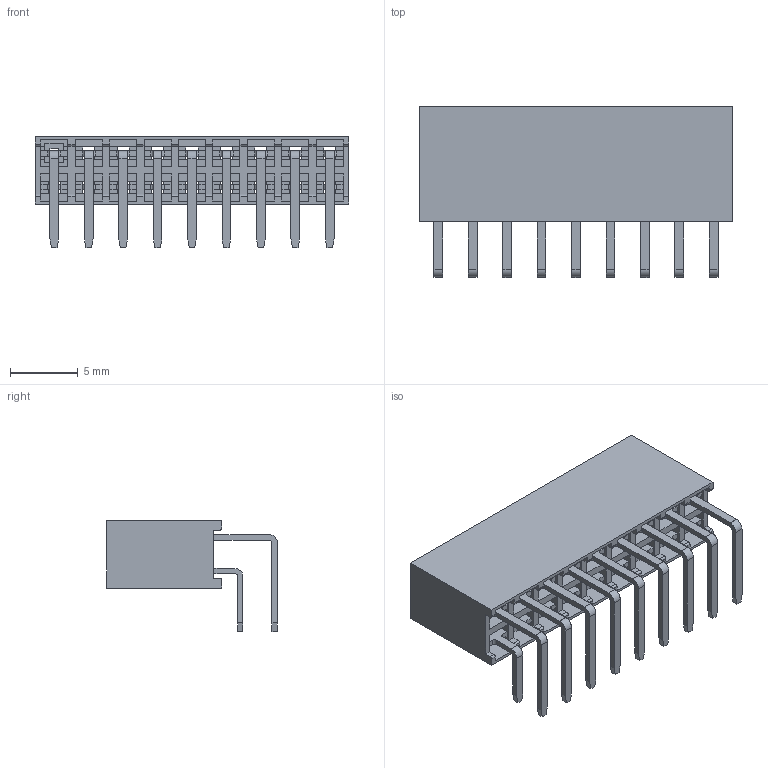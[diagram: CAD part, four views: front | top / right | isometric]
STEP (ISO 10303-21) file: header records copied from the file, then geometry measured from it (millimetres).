
FILE_DESCRIPTION(('STEP AP242'),'1');
FILE_NAME('female_header_a-bl254-da-g18d.stp','2019-10-06T02:08:42',('TraceParts'),('TraceParts S.A.'),'Spatial InterOp 3D',' ',' ');
FILE_SCHEMA(('AP242_MANAGED_MODEL_BASED_3D_ENGINEERING_MIM_LF {1 0 10303 442 1 1 4}'));
Length unit declared in the file: millimetre
Products named in the file (1): female_header_a-bl254-da-g18d
Bounding box: 23.11 x 12.6 x 8.2 mm (x, y, z)
Volume: 447.9 mm3; surface area: 2196 mm2
Topology: 1 solids, 1 shells, 665 faces, 2037 edges, 1358 vertices
Faces by surface type: plane 546, cylinder 119
Entity records: 27989 total; most frequent: ORIENTED_EDGE 4074, CARTESIAN_POINT 4061, DIRECTION 3607, EDGE_CURVE 2037, LINE 1799, VECTOR 1799, VERTEX_POINT 1358, AXIS2_PLACEMENT_3D 904
